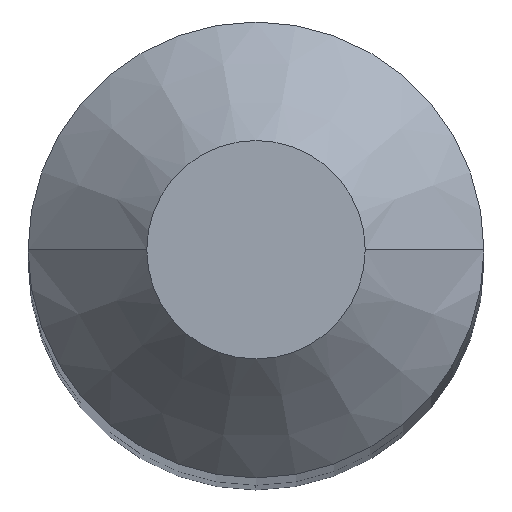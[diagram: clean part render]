
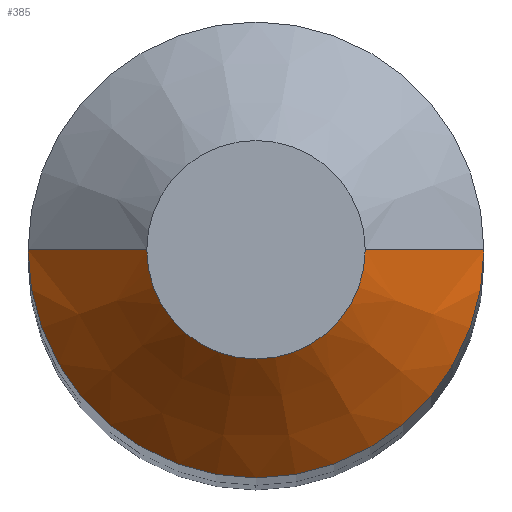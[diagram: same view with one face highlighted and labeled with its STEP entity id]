
A CAD part, top view. The second image highlights one B-rep face of the part: STEP entity #385.
In plain terms, the highlighted conical face has half-angle 45 degrees and reference radius 1.524 mm.
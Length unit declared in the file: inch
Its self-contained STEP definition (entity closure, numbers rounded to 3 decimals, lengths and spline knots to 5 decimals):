
#24 = VERTEX_POINT ( 'NONE', #382 ) ;
#32 = CIRCLE ( 'NONE', #63, 0.06 ) ;
#36 = VERTEX_POINT ( 'NONE', #377 ) ;
#40 = LINE ( 'NONE', #368, #314 ) ;
#51 = FACE_OUTER_BOUND ( 'NONE', #319, .T. ) ;
#57 = DIRECTION ( 'NONE',  ( -0.707, 0., -0.707 ) ) ;
#59 = VERTEX_POINT ( 'NONE', #376 ) ;
#63 = AXIS2_PLACEMENT_3D ( 'NONE', #226, #337, #310 ) ;
#67 = EDGE_CURVE ( 'NONE', #36, #296, #94, .T. ) ;
#78 = DIRECTION ( 'NONE',  ( 1., 0., 0. ) ) ;
#94 = LINE ( 'NONE', #317, #386 ) ;
#123 = CIRCLE ( 'NONE', #135, 0.02875 ) ;
#133 = CARTESIAN_POINT ( 'NONE',  ( 0., 0., -0.03125 ) ) ;
#135 = AXIS2_PLACEMENT_3D ( 'NONE', #333, #279, #78 ) ;
#150 = EDGE_CURVE ( 'NONE', #59, #24, #40, .T. ) ;
#160 = ORIENTED_EDGE ( 'NONE', *, *, #255, .F. ) ;
#165 = EDGE_CURVE ( 'NONE', #296, #24, #32, .T. ) ;
#220 = DIRECTION ( 'NONE',  ( -1., 0., 0. ) ) ;
#226 = CARTESIAN_POINT ( 'NONE',  ( 0., 0., -0.03125 ) ) ;
#245 = CARTESIAN_POINT ( 'NONE',  ( -0.06, 0., -0.03125 ) ) ;
#255 = EDGE_CURVE ( 'NONE', #36, #59, #123, .T. ) ;
#279 = DIRECTION ( 'NONE',  ( 0., 0., 1. ) ) ;
#289 = DIRECTION ( 'NONE',  ( 0., 0., -1. ) ) ;
#296 = VERTEX_POINT ( 'NONE', #245 ) ;
#302 = DIRECTION ( 'NONE',  ( 0.707, 0., -0.707 ) ) ;
#310 = DIRECTION ( 'NONE',  ( 1., 0., 0. ) ) ;
#314 = VECTOR ( 'NONE', #302, 39.37008 ) ;
#317 = CARTESIAN_POINT ( 'NONE',  ( -0.06, 0., -0.03125 ) ) ;
#319 = EDGE_LOOP ( 'NONE', ( #388, #160, #384, #329 ) ) ;
#329 = ORIENTED_EDGE ( 'NONE', *, *, #165, .T. ) ;
#333 = CARTESIAN_POINT ( 'NONE',  ( 0., 0., 0. ) ) ;
#334 = CONICAL_SURFACE ( 'NONE', #372, 0.06, 0.785 ) ;
#337 = DIRECTION ( 'NONE',  ( 0., 0., 1. ) ) ;
#368 = CARTESIAN_POINT ( 'NONE',  ( 0.06, 0., -0.03125 ) ) ;
#372 = AXIS2_PLACEMENT_3D ( 'NONE', #133, #289, #220 ) ;
#376 = CARTESIAN_POINT ( 'NONE',  ( 0.02875, 0., 0. ) ) ;
#377 = CARTESIAN_POINT ( 'NONE',  ( -0.02875, 0., 0. ) ) ;
#382 = CARTESIAN_POINT ( 'NONE',  ( 0.06, 0., -0.03125 ) ) ;
#384 = ORIENTED_EDGE ( 'NONE', *, *, #67, .T. ) ;
#385 = ADVANCED_FACE ( 'NONE', ( #51 ), #334, .T. ) ;
#386 = VECTOR ( 'NONE', #57, 39.37008 ) ;
#388 = ORIENTED_EDGE ( 'NONE', *, *, #150, .F. ) ;
